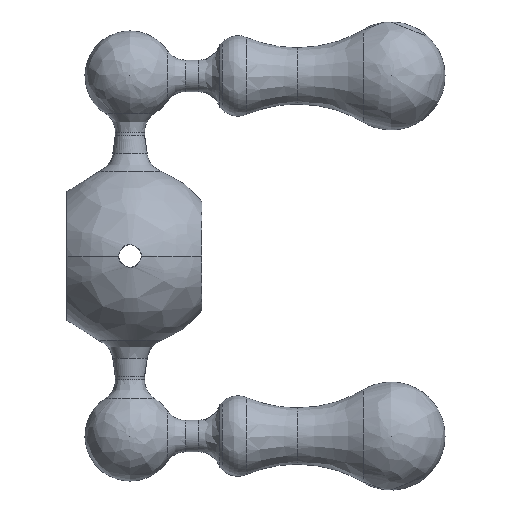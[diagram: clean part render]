
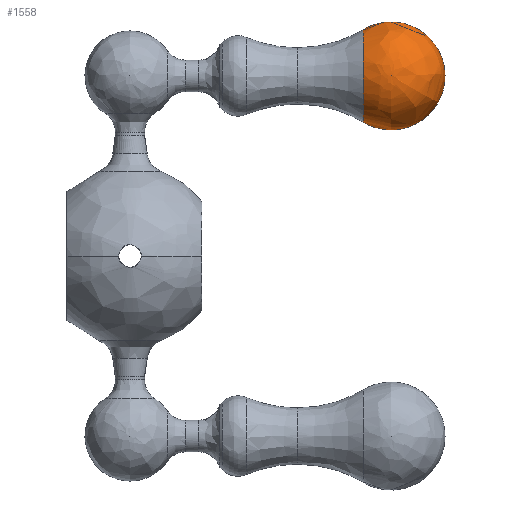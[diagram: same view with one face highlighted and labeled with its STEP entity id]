
A CAD part, front view. The second image highlights one B-rep face of the part: STEP entity #1558.
In plain terms, the highlighted free-form (B-spline) face has degree [2, 2] with [7, 3] control points.
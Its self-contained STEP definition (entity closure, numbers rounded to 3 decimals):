
#1519 = VERTEX_POINT('',#1520);
#1520 = CARTESIAN_POINT('',(30.281,0.,
    29.38));
#1526 = EDGE_CURVE('',#1527,#1519,#1529,.T.);
#1527 = VERTEX_POINT('',#1528);
#1528 = CARTESIAN_POINT('',(30.281,0.,17.346));
#1529 = ( BOUNDED_CURVE() B_SPLINE_CURVE(2,(#1530,#1531,#1532,#1533,
#1534),.UNSPECIFIED.,.F.,.F.) B_SPLINE_CURVE_WITH_KNOTS((3,2,3),(
    3.142,4.712,6.283),
.PIECEWISE_BEZIER_KNOTS.) CURVE() GEOMETRIC_REPRESENTATION_ITEM() 
RATIONAL_B_SPLINE_CURVE((1.,0.707,1.,0.707,1.)) 
REPRESENTATION_ITEM('') );
#1530 = CARTESIAN_POINT('',(30.281,0.,
    17.346));
#1531 = CARTESIAN_POINT('',(30.281,-6.017,
    17.346));
#1532 = CARTESIAN_POINT('',(30.281,-6.017,
    23.363));
#1533 = CARTESIAN_POINT('',(30.281,-6.017,
    29.38));
#1534 = CARTESIAN_POINT('',(30.281,0.,
    29.38));
#1558 = ADVANCED_FACE('',(#1559),#1598,.T.);
#1559 = FACE_BOUND('',#1560,.T.);
#1560 = EDGE_LOOP('',(#1561,#1569,#1582,#1583,#1591,#1597));
#1561 = ORIENTED_EDGE('',*,*,#1562,.F.);
#1562 = EDGE_CURVE('',#1563,#1527,#1565,.T.);
#1563 = VERTEX_POINT('',#1564);
#1564 = CARTESIAN_POINT('',(33.876,0.,16.354));
#1565 = ( BOUNDED_CURVE() B_SPLINE_CURVE(2,(#1566,#1567,#1568),
.UNSPECIFIED.,.F.,.F.) B_SPLINE_CURVE_WITH_KNOTS((3,3),(3.142,
3.68),.PIECEWISE_BEZIER_KNOTS.) CURVE() 
GEOMETRIC_REPRESENTATION_ITEM() RATIONAL_B_SPLINE_CURVE((1.,
0.964,1.)) REPRESENTATION_ITEM('') );
#1566 = CARTESIAN_POINT('',(33.876,0.,16.354));
#1567 = CARTESIAN_POINT('',(31.942,0.,16.354));
#1568 = CARTESIAN_POINT('',(30.281,0.,17.346));
#1569 = ORIENTED_EDGE('',*,*,#1570,.T.);
#1570 = EDGE_CURVE('',#1563,#1571,#1573,.T.);
#1571 = VERTEX_POINT('',#1572);
#1572 = CARTESIAN_POINT('',(33.876,-7.009,
    23.363));
#1573 = B_SPLINE_CURVE_WITH_KNOTS('',7,(#1574,#1575,#1576,#1577,#1578,
    #1579,#1580,#1581),.UNSPECIFIED.,.F.,.F.,(8,8),(0.,1.571),
  .PIECEWISE_BEZIER_KNOTS.);
#1574 = CARTESIAN_POINT('',(33.876,0.,
    16.354));
#1575 = CARTESIAN_POINT('',(33.876,-1.573,
    16.354));
#1576 = CARTESIAN_POINT('',(33.876,-3.146,
    16.766));
#1577 = CARTESIAN_POINT('',(33.876,-4.589,
    17.589));
#1578 = CARTESIAN_POINT('',(33.876,-5.774,
    18.774));
#1579 = CARTESIAN_POINT('',(33.876,-6.597,
    20.217));
#1580 = CARTESIAN_POINT('',(33.876,-7.009,
    21.79));
#1581 = CARTESIAN_POINT('',(33.876,-7.009,
    23.363));
#1582 = ORIENTED_EDGE('',*,*,#1570,.F.);
#1583 = ORIENTED_EDGE('',*,*,#1584,.F.);
#1584 = EDGE_CURVE('',#1585,#1563,#1587,.T.);
#1585 = VERTEX_POINT('',#1586);
#1586 = CARTESIAN_POINT('',(40.885,0.,23.363));
#1587 = ( BOUNDED_CURVE() B_SPLINE_CURVE(2,(#1588,#1589,#1590),
.UNSPECIFIED.,.F.,.F.) B_SPLINE_CURVE_WITH_KNOTS((3,3),(1.571,
3.142),.PIECEWISE_BEZIER_KNOTS.) CURVE() 
GEOMETRIC_REPRESENTATION_ITEM() RATIONAL_B_SPLINE_CURVE((1.,
0.707,1.)) REPRESENTATION_ITEM('') );
#1588 = CARTESIAN_POINT('',(40.885,0.,23.363));
#1589 = CARTESIAN_POINT('',(40.885,0.,16.354));
#1590 = CARTESIAN_POINT('',(33.876,0.,16.354));
#1591 = ORIENTED_EDGE('',*,*,#1592,.T.);
#1592 = EDGE_CURVE('',#1585,#1519,#1593,.T.);
#1593 = ( BOUNDED_CURVE() B_SPLINE_CURVE(2,(#1594,#1595,#1596),
.UNSPECIFIED.,.F.,.F.) B_SPLINE_CURVE_WITH_KNOTS((3,3),(1.571,
3.68),.PIECEWISE_BEZIER_KNOTS.) CURVE() 
GEOMETRIC_REPRESENTATION_ITEM() RATIONAL_B_SPLINE_CURVE((1.,
0.494,1.)) REPRESENTATION_ITEM('') );
#1594 = CARTESIAN_POINT('',(40.885,0.,
    23.363));
#1595 = CARTESIAN_POINT('',(40.885,0.,
    35.714));
#1596 = CARTESIAN_POINT('',(30.281,0.,
    29.38));
#1597 = ORIENTED_EDGE('',*,*,#1526,.F.);
#1598 = ( BOUNDED_SURFACE() B_SPLINE_SURFACE(2,2,(
    (#1599,#1600,#1601)
    ,(#1602,#1603,#1604)
    ,(#1605,#1606,#1607)
    ,(#1608,#1609,#1610)
    ,(#1611,#1612,#1613)
    ,(#1614,#1615,#1616)
    ,(#1617,#1618,#1619
)),.UNSPECIFIED.,.T.,.F.,.F.) B_SPLINE_SURFACE_WITH_KNOTS((1,2,2,2,2,1),
  (3,3),(-2.094,0.,2.094,4.189,6.283,
    8.378),(0.,1.571),.UNSPECIFIED.) 
GEOMETRIC_REPRESENTATION_ITEM() RATIONAL_B_SPLINE_SURFACE((
    (1.,0.707,1.)
    ,(0.5,0.354,0.5)
    ,(1.,0.707,1.)
    ,(0.5,0.354,0.5)
    ,(1.,0.707,1.)
    ,(0.5,0.354,0.5)
,(1.,0.707,1.))) REPRESENTATION_ITEM('') SURFACE() );
#1599 = CARTESIAN_POINT('',(33.876,0.,
    16.354));
#1600 = CARTESIAN_POINT('',(33.876,-7.009,
    16.354));
#1601 = CARTESIAN_POINT('',(33.876,-7.009,
    23.363));
#1602 = CARTESIAN_POINT('',(46.015,0.,
    16.354));
#1603 = CARTESIAN_POINT('',(46.015,-7.009,
    16.354));
#1604 = CARTESIAN_POINT('',(33.876,-7.009,
    23.363));
#1605 = CARTESIAN_POINT('',(39.946,0.,
    26.867));
#1606 = CARTESIAN_POINT('',(39.946,-7.009,
    26.867));
#1607 = CARTESIAN_POINT('',(33.876,-7.009,
    23.363));
#1608 = CARTESIAN_POINT('',(33.876,0.,
    37.38));
#1609 = CARTESIAN_POINT('',(33.876,-7.009,
    37.38));
#1610 = CARTESIAN_POINT('',(33.876,-7.009,
    23.363));
#1611 = CARTESIAN_POINT('',(27.806,0.,
    26.867));
#1612 = CARTESIAN_POINT('',(27.806,-7.009,
    26.867));
#1613 = CARTESIAN_POINT('',(33.876,-7.009,
    23.363));
#1614 = CARTESIAN_POINT('',(21.736,0.,
    16.354));
#1615 = CARTESIAN_POINT('',(21.736,-7.009,
    16.354));
#1616 = CARTESIAN_POINT('',(33.876,-7.009,
    23.363));
#1617 = CARTESIAN_POINT('',(33.876,0.,
    16.354));
#1618 = CARTESIAN_POINT('',(33.876,-7.009,
    16.354));
#1619 = CARTESIAN_POINT('',(33.876,-7.009,
    23.363));
